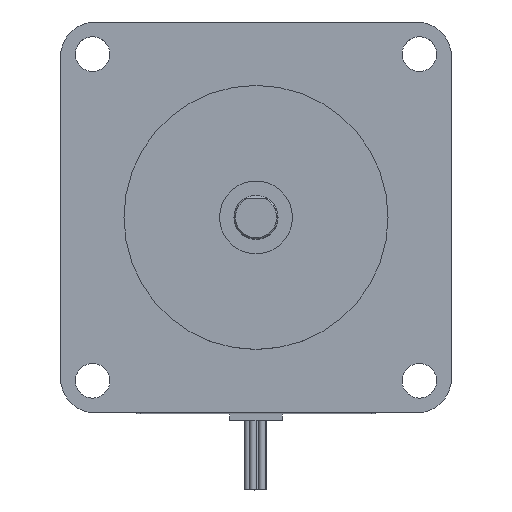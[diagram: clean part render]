
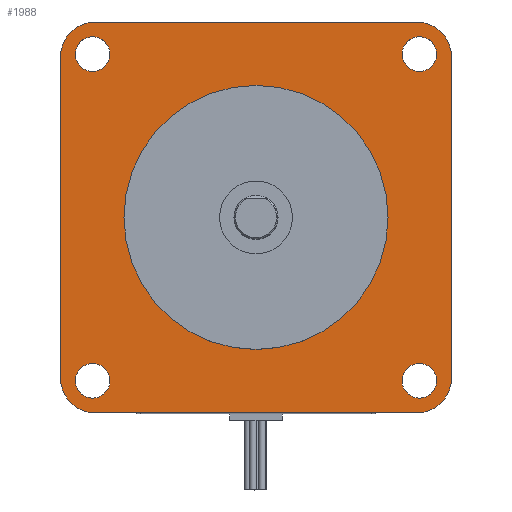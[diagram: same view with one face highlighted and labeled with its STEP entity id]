
A CAD part, top view. The second image highlights one B-rep face of the part: STEP entity #1988.
In plain terms, the highlighted planar face has unit normal (0, 0, 1).
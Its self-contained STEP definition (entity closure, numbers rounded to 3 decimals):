
#44=FACE_BOUND('',#215,.T.);
#45=FACE_BOUND('',#216,.T.);
#46=FACE_BOUND('',#217,.T.);
#47=FACE_BOUND('',#218,.T.);
#48=FACE_BOUND('',#219,.T.);
#64=PLANE('',#2136);
#110=FACE_OUTER_BOUND('',#214,.T.);
#214=EDGE_LOOP('',(#1390,#1391,#1392,#1393,#1394,#1395,#1396,#1397));
#215=EDGE_LOOP('',(#1398));
#216=EDGE_LOOP('',(#1399));
#217=EDGE_LOOP('',(#1400));
#218=EDGE_LOOP('',(#1401));
#219=EDGE_LOOP('',(#1402,#1403));
#338=LINE('',#3059,#514);
#339=LINE('',#3060,#515);
#340=LINE('',#3062,#516);
#341=LINE('',#3065,#517);
#514=VECTOR('',#2435,34.575);
#515=VECTOR('',#2436,34.575);
#516=VECTOR('',#2437,34.575);
#517=VECTOR('',#2440,34.575);
#667=CIRCLE('',#2092,5.);
#672=CIRCLE('',#2099,2.5);
#674=CIRCLE('',#2102,5.);
#679=CIRCLE('',#2109,2.5);
#680=CIRCLE('',#2111,2.5);
#683=CIRCLE('',#2115,5.);
#688=CIRCLE('',#2122,2.5);
#696=CIRCLE('',#2134,19.05);
#697=CIRCLE('',#2135,19.05);
#698=CIRCLE('',#2137,5.);
#791=VERTEX_POINT('',#2945);
#792=VERTEX_POINT('',#2947);
#800=VERTEX_POINT('',#2967);
#803=VERTEX_POINT('',#2974);
#804=VERTEX_POINT('',#2976);
#812=VERTEX_POINT('',#2996);
#813=VERTEX_POINT('',#3000);
#817=VERTEX_POINT('',#3009);
#818=VERTEX_POINT('',#3011);
#826=VERTEX_POINT('',#3031);
#834=VERTEX_POINT('',#3053);
#835=VERTEX_POINT('',#3055);
#836=VERTEX_POINT('',#3061);
#837=VERTEX_POINT('',#3063);
#1013=EDGE_CURVE('',#791,#792,#667,.T.);
#1023=EDGE_CURVE('',#800,#800,#672,.T.);
#1027=EDGE_CURVE('',#803,#804,#674,.T.);
#1037=EDGE_CURVE('',#812,#812,#679,.T.);
#1039=EDGE_CURVE('',#813,#813,#680,.T.);
#1044=EDGE_CURVE('',#817,#818,#683,.T.);
#1054=EDGE_CURVE('',#826,#826,#688,.T.);
#1065=EDGE_CURVE('',#834,#835,#696,.T.);
#1066=EDGE_CURVE('',#835,#834,#697,.T.);
#1067=EDGE_CURVE('',#804,#817,#338,.T.);
#1068=EDGE_CURVE('',#792,#803,#339,.T.);
#1069=EDGE_CURVE('',#836,#791,#340,.T.);
#1070=EDGE_CURVE('',#837,#836,#698,.T.);
#1071=EDGE_CURVE('',#818,#837,#341,.T.);
#1390=ORIENTED_EDGE('',*,*,#1067,.F.);
#1391=ORIENTED_EDGE('',*,*,#1027,.F.);
#1392=ORIENTED_EDGE('',*,*,#1068,.F.);
#1393=ORIENTED_EDGE('',*,*,#1013,.F.);
#1394=ORIENTED_EDGE('',*,*,#1069,.F.);
#1395=ORIENTED_EDGE('',*,*,#1070,.F.);
#1396=ORIENTED_EDGE('',*,*,#1071,.F.);
#1397=ORIENTED_EDGE('',*,*,#1044,.F.);
#1398=ORIENTED_EDGE('',*,*,#1054,.F.);
#1399=ORIENTED_EDGE('',*,*,#1039,.F.);
#1400=ORIENTED_EDGE('',*,*,#1037,.F.);
#1401=ORIENTED_EDGE('',*,*,#1023,.F.);
#1402=ORIENTED_EDGE('',*,*,#1066,.F.);
#1403=ORIENTED_EDGE('',*,*,#1065,.F.);
#1988=ADVANCED_FACE('',(#110,#44,#45,#46,#47,#48),#64,.T.);
#2092=AXIS2_PLACEMENT_3D('',#2948,#2322,#2323);
#2099=AXIS2_PLACEMENT_3D('',#2968,#2341,#2342);
#2102=AXIS2_PLACEMENT_3D('',#2977,#2349,#2350);
#2109=AXIS2_PLACEMENT_3D('',#2997,#2368,#2369);
#2111=AXIS2_PLACEMENT_3D('',#3001,#2373,#2374);
#2115=AXIS2_PLACEMENT_3D('',#3012,#2383,#2384);
#2122=AXIS2_PLACEMENT_3D('',#3032,#2402,#2403);
#2134=AXIS2_PLACEMENT_3D('',#3056,#2429,#2430);
#2135=AXIS2_PLACEMENT_3D('',#3057,#2431,#2432);
#2136=AXIS2_PLACEMENT_3D('',#3058,#2433,#2434);
#2137=AXIS2_PLACEMENT_3D('',#3064,#2438,#2439);
#2322=DIRECTION('center_axis',(0.,0.,-1.));
#2323=DIRECTION('ref_axis',(-1.,0.,0.));
#2341=DIRECTION('center_axis',(0.,0.,1.));
#2342=DIRECTION('ref_axis',(-1.,0.,0.));
#2349=DIRECTION('center_axis',(0.,0.,-1.));
#2350=DIRECTION('ref_axis',(0.,1.,0.));
#2368=DIRECTION('center_axis',(0.,0.,1.));
#2369=DIRECTION('ref_axis',(-1.,0.,0.));
#2373=DIRECTION('center_axis',(0.,0.,1.));
#2374=DIRECTION('ref_axis',(-1.,0.,0.));
#2383=DIRECTION('center_axis',(0.,0.,-1.));
#2384=DIRECTION('ref_axis',(1.,0.,0.));
#2402=DIRECTION('center_axis',(0.,0.,1.));
#2403=DIRECTION('ref_axis',(-1.,0.,0.));
#2429=DIRECTION('center_axis',(0.,0.,1.));
#2430=DIRECTION('ref_axis',(-1.,0.,0.));
#2431=DIRECTION('center_axis',(0.,0.,1.));
#2432=DIRECTION('ref_axis',(-1.,0.,0.));
#2433=DIRECTION('center_axis',(0.,0.,1.));
#2434=DIRECTION('ref_axis',(0.,-1.,0.));
#2435=DIRECTION('',(0.,-1.,0.));
#2436=DIRECTION('',(1.,0.,0.));
#2437=DIRECTION('',(0.,1.,0.));
#2438=DIRECTION('center_axis',(0.,0.,-1.));
#2439=DIRECTION('ref_axis',(0.,-1.,0.));
#2440=DIRECTION('',(-1.,0.,0.));
#2945=CARTESIAN_POINT('',(-28.2,23.2,66.));
#2947=CARTESIAN_POINT('',(-23.2,28.2,66.));
#2948=CARTESIAN_POINT('Origin',(-23.2,23.2,66.));
#2967=CARTESIAN_POINT('',(-26.07,23.57,66.));
#2968=CARTESIAN_POINT('Origin',(-23.57,23.57,66.));
#2974=CARTESIAN_POINT('',(23.2,28.2,66.));
#2976=CARTESIAN_POINT('',(28.2,23.2,66.));
#2977=CARTESIAN_POINT('Origin',(23.2,23.2,66.));
#2996=CARTESIAN_POINT('',(21.07,23.57,66.));
#2997=CARTESIAN_POINT('Origin',(23.57,23.57,66.));
#3000=CARTESIAN_POINT('',(-26.07,-23.57,66.));
#3001=CARTESIAN_POINT('Origin',(-23.57,-23.57,66.));
#3009=CARTESIAN_POINT('',(28.2,-23.2,66.));
#3011=CARTESIAN_POINT('',(23.2,-28.2,66.));
#3012=CARTESIAN_POINT('Origin',(23.2,-23.2,66.));
#3031=CARTESIAN_POINT('',(21.07,-23.57,66.));
#3032=CARTESIAN_POINT('Origin',(23.57,-23.57,66.));
#3053=CARTESIAN_POINT('',(19.05,0.,66.));
#3055=CARTESIAN_POINT('',(-19.05,0.,66.));
#3056=CARTESIAN_POINT('Origin',(0.,0.,66.));
#3057=CARTESIAN_POINT('Origin',(0.,0.,66.));
#3058=CARTESIAN_POINT('Origin',(0.,0.,66.));
#3059=CARTESIAN_POINT('',(28.2,11.375,66.));
#3060=CARTESIAN_POINT('',(-11.375,28.2,66.));
#3061=CARTESIAN_POINT('',(-28.2,-23.2,66.));
#3062=CARTESIAN_POINT('',(-28.2,-11.375,66.));
#3063=CARTESIAN_POINT('',(-23.2,-28.2,66.));
#3064=CARTESIAN_POINT('Origin',(-23.2,-23.2,66.));
#3065=CARTESIAN_POINT('',(11.375,-28.2,66.));
